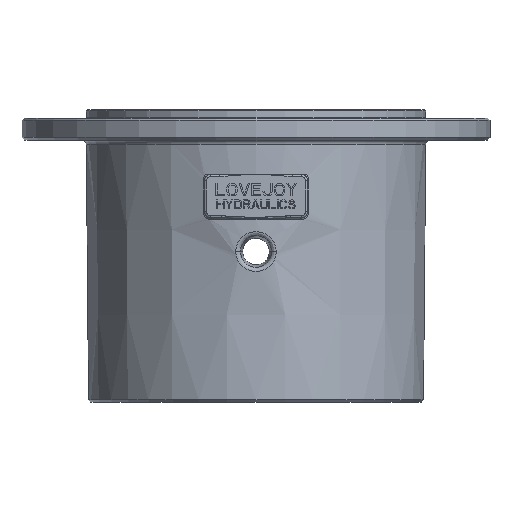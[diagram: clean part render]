
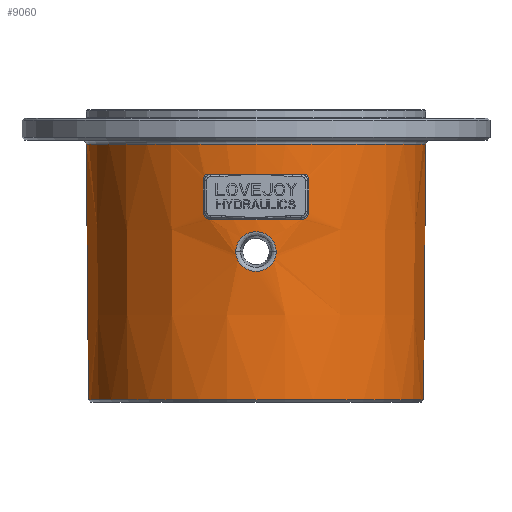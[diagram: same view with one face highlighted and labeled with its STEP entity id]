
A CAD part, left-side view. The second image highlights one B-rep face of the part: STEP entity #9060.
In plain terms, the highlighted conical face has half-angle 0.5 degrees and reference radius 62.312 mm.
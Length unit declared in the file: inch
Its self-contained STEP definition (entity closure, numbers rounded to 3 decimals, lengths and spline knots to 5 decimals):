
#126=CARTESIAN_POINT('',(-2.43825,-0.29356,
-2.12045));
#127=CARTESIAN_POINT('',(-2.43805,-0.29355,
-2.14345));
#128=CARTESIAN_POINT('',(-2.43832,-0.28813,
-2.18823));
#129=CARTESIAN_POINT('',(-2.4406,-0.26334,
-2.25387));
#130=CARTESIAN_POINT('',(-2.44416,-0.22337,
-2.31151));
#131=CARTESIAN_POINT('',(-2.44812,-0.17001,
-2.35862));
#132=CARTESIAN_POINT('',(-2.45149,-0.10641,
-2.39181));
#133=CARTESIAN_POINT('',(-2.45342,-0.03651,
-2.40897));
#134=CARTESIAN_POINT('',(-2.45343,0.03555,
-2.40911));
#135=CARTESIAN_POINT('',(-2.45152,0.10585,
-2.39205));
#136=CARTESIAN_POINT('',(-2.44815,0.16965,
-2.35888));
#137=CARTESIAN_POINT('',(-2.44417,0.22323,
-2.3117));
#138=CARTESIAN_POINT('',(-2.4406,0.26334,
-2.25389));
#139=CARTESIAN_POINT('',(-2.43832,0.28812,
-2.18827));
#140=CARTESIAN_POINT('',(-2.43805,0.29355,
-2.14346));
#141=CARTESIAN_POINT('',(-2.43825,0.29356,
-2.12045));
#143=CARTESIAN_POINT('',(-2.43825,0.29356,
-2.12045));
#144=CARTESIAN_POINT('',(-2.43845,0.29356,
-2.09742));
#145=CARTESIAN_POINT('',(-2.43951,0.28815,
-2.05259));
#146=CARTESIAN_POINT('',(-2.44294,0.26333,
-1.98685));
#147=CARTESIAN_POINT('',(-2.44752,0.22328,
-1.92914));
#148=CARTESIAN_POINT('',(-2.4523,0.16986,
-1.88203));
#149=CARTESIAN_POINT('',(-2.45624,0.10627,
-1.84888));
#150=CARTESIAN_POINT('',(-2.45845,0.03641,
-1.83177));
#151=CARTESIAN_POINT('',(-2.45847,-0.03549,
-1.83164));
#152=CARTESIAN_POINT('',(-2.45627,-0.10573,
-1.84866));
#153=CARTESIAN_POINT('',(-2.45233,-0.16952,
-1.88178));
#154=CARTESIAN_POINT('',(-2.44753,-0.22315,
-1.92897));
#155=CARTESIAN_POINT('',(-2.44294,-0.26334,
-1.98684));
#156=CARTESIAN_POINT('',(-2.43951,-0.28815,
-2.05258));
#157=CARTESIAN_POINT('',(-2.43845,-0.29356,
-2.09742));
#158=CARTESIAN_POINT('',(-2.43825,-0.29356,
-2.12045));
#160=CARTESIAN_POINT('',(-2.34129,-0.77062,
-1.08974));
#161=CARTESIAN_POINT('',(-2.34137,-0.77062,
-1.08125));
#162=CARTESIAN_POINT('',(-2.3421,-0.76888,
-1.06467));
#163=CARTESIAN_POINT('',(-2.34484,-0.76119,
-1.04057));
#164=CARTESIAN_POINT('',(-2.34913,-0.7485,
-1.0184));
#165=CARTESIAN_POINT('',(-2.3528,-0.73721,
-1.00579));
#166=CARTESIAN_POINT('',(-2.35485,-0.73077,
-1.));
#168=CARTESIAN_POINT('',(-2.35485,0.73078,
-1.));
#169=CARTESIAN_POINT('',(-2.35279,0.73724,
-1.00581));
#170=CARTESIAN_POINT('',(-2.34911,0.74855,
-1.01846));
#171=CARTESIAN_POINT('',(-2.34481,0.76125,
-1.0407));
#172=CARTESIAN_POINT('',(-2.34208,0.76892,
-1.06488));
#173=CARTESIAN_POINT('',(-2.34137,0.77062,
-1.08134));
#174=CARTESIAN_POINT('',(-2.34129,0.77062,
-1.08974));
#176=DIRECTION('',(0.009,0.,-1.));
#177=VECTOR('',#176,0.45002);
#178=CARTESIAN_POINT('',(-2.34129,0.77062,
-1.08974));
#179=LINE('',#178,#177);
#180=CARTESIAN_POINT('',(-2.33716,0.77061,
-1.53974));
#181=CARTESIAN_POINT('',(-2.33706,0.77061,
-1.55018));
#182=CARTESIAN_POINT('',(-2.33774,0.768,
-1.57038));
#183=CARTESIAN_POINT('',(-2.34125,0.75645,
-1.59943));
#184=CARTESIAN_POINT('',(-2.34701,0.73771,
-1.62467));
#185=CARTESIAN_POINT('',(-2.3545,0.71292,
-1.64438));
#186=CARTESIAN_POINT('',(-2.36316,0.68332,
-1.65694));
#187=CARTESIAN_POINT('',(-2.36894,0.66275,
-1.65974));
#188=CARTESIAN_POINT('',(-2.37189,0.65205,
-1.65974));
#190=CARTESIAN_POINT('',(-2.37189,-0.65205,
-1.65974));
#191=CARTESIAN_POINT('',(-2.36891,-0.66287,
-1.65974));
#192=CARTESIAN_POINT('',(-2.36308,-0.68361,
-1.65686));
#193=CARTESIAN_POINT('',(-2.35444,-0.71313,
-1.64426));
#194=CARTESIAN_POINT('',(-2.34695,-0.73792,
-1.62446));
#195=CARTESIAN_POINT('',(-2.34121,-0.75657,
-1.59922));
#196=CARTESIAN_POINT('',(-2.33772,-0.76809,
-1.57003));
#197=CARTESIAN_POINT('',(-2.33707,-0.77061,
-1.55004));
#198=CARTESIAN_POINT('',(-2.33716,-0.77061,
-1.53974));
#200=DIRECTION('',(-0.009,0.,1.));
#201=VECTOR('',#200,0.45002);
#202=CARTESIAN_POINT('',(-2.33716,-0.77061,
-1.53974));
#203=LINE('',#202,#201);
#204=CARTESIAN_POINT('',(0.,0.,-4.27974));
#205=DIRECTION('',(0.,0.,1.));
#206=DIRECTION('',(0.,1.,0.));
#207=AXIS2_PLACEMENT_3D('',#204,#205,#206);
#209=CARTESIAN_POINT('',(0.,0.,-0.55948));
#210=DIRECTION('',(0.,0.,1.));
#211=DIRECTION('',(0.,1.,0.));
#212=AXIS2_PLACEMENT_3D('',#209,#210,#211);
#1188=DIRECTION('',(0.,-0.009,1.));
#1189=VECTOR('',#1188,3.7204);
#1190=CARTESIAN_POINT('',(0.,-2.43701,-4.27974));
#1191=LINE('',#1190,#1189);
#1197=DIRECTION('',(0.,-0.009,-1.));
#1198=VECTOR('',#1197,3.7204);
#1199=CARTESIAN_POINT('',(0.,2.46948,-0.55948));
#1200=LINE('',#1199,#1198);
#2335=CARTESIAN_POINT('',(0.,0.,-1.));
#2336=DIRECTION('',(0.,0.,1.));
#2337=DIRECTION('',(-0.955,0.296,0.));
#2338=AXIS2_PLACEMENT_3D('',#2335,#2336,#2337);
#6931=CARTESIAN_POINT('',(0.,0.,-1.65974));
#6932=DIRECTION('',(0.,0.,-1.));
#6933=DIRECTION('',(-0.964,-0.265,0.));
#6934=AXIS2_PLACEMENT_3D('',#6931,#6932,#6933);
#7084=VERTEX_POINT('',#126);
#7085=VERTEX_POINT('',#141);
#7092=VERTEX_POINT('',#190);
#7093=VERTEX_POINT('',#198);
#7096=CARTESIAN_POINT('',(-2.34129,-0.77062,
-1.08974));
#7097=VERTEX_POINT('',#7096);
#7099=VERTEX_POINT('',#180);
#7100=VERTEX_POINT('',#188);
#7103=CARTESIAN_POINT('',(-2.34129,0.77062,
-1.08974));
#7104=VERTEX_POINT('',#7103);
#8689=CARTESIAN_POINT('',(0.,2.46948,-0.55948));
#8691=VERTEX_POINT('',#8689);
#8693=CARTESIAN_POINT('',(0.,-2.46948,-0.55948));
#8695=VERTEX_POINT('',#8693);
#8756=CARTESIAN_POINT('',(0.,2.43701,-4.27974));
#8757=CARTESIAN_POINT('',(0.,-2.43701,-4.27974));
#8758=VERTEX_POINT('',#8756);
#8759=VERTEX_POINT('',#8757);
#8768=CARTESIAN_POINT('',(-2.35485,0.73078,
-1.));
#8769=CARTESIAN_POINT('',(-2.35485,-0.73077,
-1.));
#8770=VERTEX_POINT('',#8768);
#8771=VERTEX_POINT('',#8769);
#9022=CARTESIAN_POINT('',(0.,0.,-2.41961));
#9023=DIRECTION('',(0.,0.,1.));
#9024=DIRECTION('',(0.,1.,0.));
#9025=AXIS2_PLACEMENT_3D('',#9022,#9023,#9024);
#9026=CONICAL_SURFACE('',#9025,2.45325,0.5);
#9028=ORIENTED_EDGE('',*,*,#9027,.F.);
#9030=ORIENTED_EDGE('',*,*,#9029,.F.);
#9031=ORIENTED_EDGE('',*,*,#9017,.T.);
#9033=ORIENTED_EDGE('',*,*,#9032,.F.);
#9034=EDGE_LOOP('',(#9028,#9030,#9031,#9033));
#9035=FACE_OUTER_BOUND('',#9034,.F.);
#9037=ORIENTED_EDGE('',*,*,#9036,.T.);
#9039=ORIENTED_EDGE('',*,*,#9038,.F.);
#9041=ORIENTED_EDGE('',*,*,#9040,.T.);
#9043=ORIENTED_EDGE('',*,*,#9042,.T.);
#9045=ORIENTED_EDGE('',*,*,#9044,.T.);
#9047=ORIENTED_EDGE('',*,*,#9046,.F.);
#9049=ORIENTED_EDGE('',*,*,#9048,.T.);
#9051=ORIENTED_EDGE('',*,*,#9050,.T.);
#9052=EDGE_LOOP('',(#9037,#9039,#9041,#9043,#9045,#9047,#9049,#9051));
#9053=FACE_BOUND('',#9052,.F.);
#9055=ORIENTED_EDGE('',*,*,#9054,.F.);
#9057=ORIENTED_EDGE('',*,*,#9056,.F.);
#9058=EDGE_LOOP('',(#9055,#9057));
#9059=FACE_BOUND('',#9058,.F.);
#9060=ADVANCED_FACE('',(#9035,#9053,#9059),#9026,.T.);
#142=B_SPLINE_CURVE_WITH_KNOTS('',3,(#126,#127,#128,#129,#130,#131,#132,#133,
#134,#135,#136,#137,#138,#139,#140,#141),.UNSPECIFIED.,.F.,.F.,(4,1,1,1,1,1,1,1,
1,1,1,1,1,4),(0.,0.07692,0.15385,0.23077,
0.30769,0.38462,0.46154,0.53846,
0.61538,0.69231,0.76923,0.84615,
0.92308,1.),.UNSPECIFIED.);
#159=B_SPLINE_CURVE_WITH_KNOTS('',3,(#143,#144,#145,#146,#147,#148,#149,#150,
#151,#152,#153,#154,#155,#156,#157,#158),.UNSPECIFIED.,.F.,.F.,(4,1,1,1,1,1,1,1,
1,1,1,1,1,4),(0.,0.07692,0.15385,0.23077,
0.30769,0.38462,0.46154,0.53846,
0.61538,0.69231,0.76923,0.84615,
0.92308,1.),.UNSPECIFIED.);
#167=B_SPLINE_CURVE_WITH_KNOTS('',3,(#160,#161,#162,#163,#164,#165,#166),
.UNSPECIFIED.,.F.,.F.,(4,1,1,1,4),(0.,0.25,0.5,0.75,1.),
.UNSPECIFIED.);
#175=B_SPLINE_CURVE_WITH_KNOTS('',3,(#168,#169,#170,#171,#172,#173,#174),
.UNSPECIFIED.,.F.,.F.,(4,1,1,1,4),(0.,0.25,0.5,0.75,1.),
.UNSPECIFIED.);
#189=B_SPLINE_CURVE_WITH_KNOTS('',3,(#180,#181,#182,#183,#184,#185,#186,#187,
#188),.UNSPECIFIED.,.F.,.F.,(4,1,1,1,1,1,4),(0.,0.16667,
0.33333,0.5,0.66667,0.83333,1.),
.UNSPECIFIED.);
#199=B_SPLINE_CURVE_WITH_KNOTS('',3,(#190,#191,#192,#193,#194,#195,#196,#197,
#198),.UNSPECIFIED.,.F.,.F.,(4,1,1,1,1,1,4),(0.,0.16667,
0.33333,0.5,0.66667,0.83333,1.),
.UNSPECIFIED.);
#208=CIRCLE('',#207,2.43701);
#213=CIRCLE('',#212,2.46948);
#2339=CIRCLE('',#2338,2.46564);
#6935=CIRCLE('',#6934,2.45988);
#9017=EDGE_CURVE('',#8691,#8695,#213,.T.);
#9027=EDGE_CURVE('',#8758,#8759,#208,.T.);
#9029=EDGE_CURVE('',#8691,#8758,#1200,.T.);
#9032=EDGE_CURVE('',#8759,#8695,#1191,.T.);
#9036=EDGE_CURVE('',#7097,#8771,#167,.T.);
#9038=EDGE_CURVE('',#8770,#8771,#2339,.T.);
#9040=EDGE_CURVE('',#8770,#7104,#175,.T.);
#9042=EDGE_CURVE('',#7104,#7099,#179,.T.);
#9044=EDGE_CURVE('',#7099,#7100,#189,.T.);
#9046=EDGE_CURVE('',#7092,#7100,#6935,.T.);
#9048=EDGE_CURVE('',#7092,#7093,#199,.T.);
#9050=EDGE_CURVE('',#7093,#7097,#203,.T.);
#9054=EDGE_CURVE('',#7084,#7085,#142,.T.);
#9056=EDGE_CURVE('',#7085,#7084,#159,.T.);
